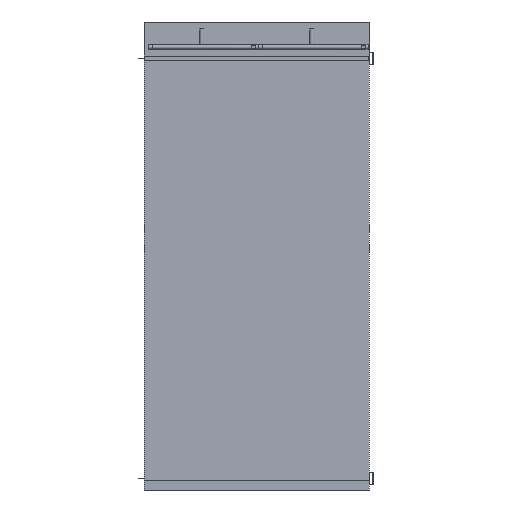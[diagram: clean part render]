
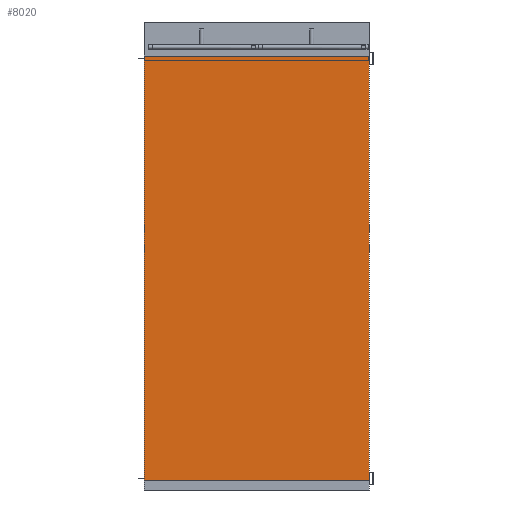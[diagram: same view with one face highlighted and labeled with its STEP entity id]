
A CAD part, front view. The second image highlights one B-rep face of the part: STEP entity #8020.
In plain terms, the highlighted planar face has unit normal (0, -1, 0).
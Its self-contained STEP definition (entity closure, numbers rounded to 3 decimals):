
#235 = VECTOR ( 'NONE', #5966, 1000. ) ;
#261 = LINE ( 'NONE', #5963, #235 ) ;
#461 = ORIENTED_EDGE ( 'NONE', *, *, #6740, .T. ) ;
#1354 = VERTEX_POINT ( 'NONE', #5773 ) ;
#2364 = DIRECTION ( 'NONE',  ( 0., 0., 1. ) ) ;
#2424 = CARTESIAN_POINT ( 'NONE',  ( -1125., 0., -4250. ) ) ;
#2435 = DIRECTION ( 'NONE',  ( 0., 0., -1. ) ) ;
#2440 = DIRECTION ( 'NONE',  ( 0., -1., 0. ) ) ;
#2446 = CARTESIAN_POINT ( 'NONE',  ( -1125., 0., -4250. ) ) ;
#2458 = PLANE ( 'NONE',  #8029 ) ;
#3051 = EDGE_LOOP ( 'NONE', ( #9544, #9553, #9558, #461 ) ) ;
#3386 = EDGE_CURVE ( 'NONE', #8831, #7917, #261, .T. ) ;
#3394 = FACE_OUTER_BOUND ( 'NONE', #3051, .T. ) ;
#4857 = LINE ( 'NONE', #2424, #4966 ) ;
#4966 = VECTOR ( 'NONE', #2364, 1000. ) ;
#5060 = CARTESIAN_POINT ( 'NONE',  ( -1125., 0., 0. ) ) ;
#5143 = VECTOR ( 'NONE', #6773, 1000. ) ;
#5247 = LINE ( 'NONE', #6842, #5143 ) ;
#5573 = CARTESIAN_POINT ( 'NONE',  ( 1125., 0., -4250. ) ) ;
#5646 = VECTOR ( 'NONE', #9611, 1000. ) ;
#5666 = LINE ( 'NONE', #7364, #5646 ) ;
#5689 = CARTESIAN_POINT ( 'NONE',  ( 1125., 0., 0. ) ) ;
#5773 = CARTESIAN_POINT ( 'NONE',  ( -1125., 0., -4250. ) ) ;
#5963 = CARTESIAN_POINT ( 'NONE',  ( -1125., 0., 0. ) ) ;
#5966 = DIRECTION ( 'NONE',  ( 1., 0., 0. ) ) ;
#6431 = EDGE_CURVE ( 'NONE', #1354, #6810, #5666, .T. ) ;
#6740 = EDGE_CURVE ( 'NONE', #6810, #7917, #5247, .T. ) ;
#6773 = DIRECTION ( 'NONE',  ( 0., 0., 1. ) ) ;
#6810 = VERTEX_POINT ( 'NONE', #5573 ) ;
#6842 = CARTESIAN_POINT ( 'NONE',  ( 1125., 0., -4250. ) ) ;
#6967 = EDGE_CURVE ( 'NONE', #1354, #8831, #4857, .T. ) ;
#7364 = CARTESIAN_POINT ( 'NONE',  ( -1125., 0., -4250. ) ) ;
#7917 = VERTEX_POINT ( 'NONE', #5689 ) ;
#8020 = ADVANCED_FACE ( 'NONE', ( #3394 ), #2458, .T. ) ;
#8029 = AXIS2_PLACEMENT_3D ( 'NONE', #2446, #2440, #2435 ) ;
#8831 = VERTEX_POINT ( 'NONE', #5060 ) ;
#9544 = ORIENTED_EDGE ( 'NONE', *, *, #3386, .F. ) ;
#9553 = ORIENTED_EDGE ( 'NONE', *, *, #6967, .F. ) ;
#9558 = ORIENTED_EDGE ( 'NONE', *, *, #6431, .T. ) ;
#9611 = DIRECTION ( 'NONE',  ( 1., 0., 0. ) ) ;
